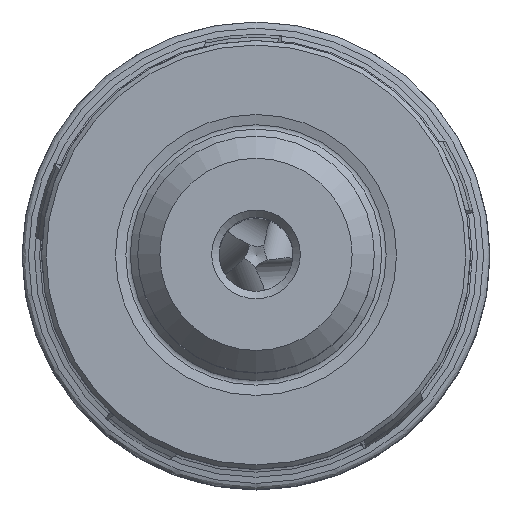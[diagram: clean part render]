
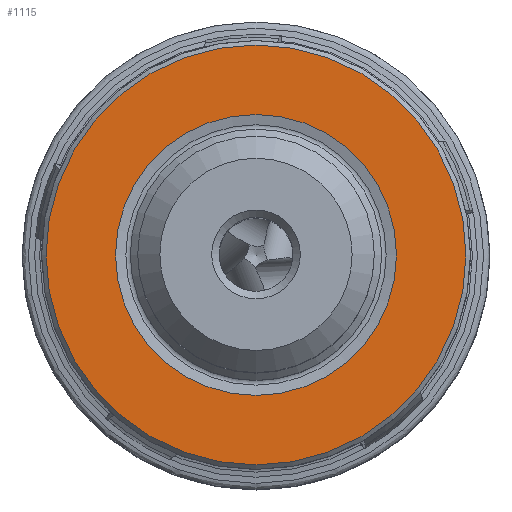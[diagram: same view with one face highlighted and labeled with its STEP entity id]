
A CAD part, top view. The second image highlights one B-rep face of the part: STEP entity #1115.
In plain terms, the highlighted planar face has unit normal (0, 0, 1).
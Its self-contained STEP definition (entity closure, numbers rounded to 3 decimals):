
#114=PLANE('',#5498);
#1115=ADVANCED_FACE('',(#1668,#1669),#114,.T.);
#1668=FACE_BOUND('',#1901,.T.);
#1669=FACE_BOUND('',#1902,.T.);
#1901=EDGE_LOOP('',(#2699));
#1902=EDGE_LOOP('',(#2700));
#2699=ORIENTED_EDGE('',*,*,#4642,.T.);
#2700=ORIENTED_EDGE('',*,*,#4643,.T.);
#4016=VERTEX_POINT('',#9518);
#4017=VERTEX_POINT('',#9520);
#4642=EDGE_CURVE('',#4016,#4016,#5077,.T.);
#4643=EDGE_CURVE('',#4017,#4017,#5078,.T.);
#5077=CIRCLE('',#5496,14.2);
#5078=CIRCLE('',#5497,9.499);
#5496=AXIS2_PLACEMENT_3D('',#9517,#6549,#6550);
#5497=AXIS2_PLACEMENT_3D('',#9519,#6551,#6552);
#5498=AXIS2_PLACEMENT_3D('',#9521,#6553,#6554);
#6549=DIRECTION('',(0.,0.,1.));
#6550=DIRECTION('',(1.,0.,0.));
#6551=DIRECTION('',(0.,0.,-1.));
#6552=DIRECTION('',(-1.,0.,0.));
#6553=DIRECTION('',(0.,0.,1.));
#6554=DIRECTION('',(1.,0.,0.));
#9517=CARTESIAN_POINT('',(0.,0.,0.));
#9518=CARTESIAN_POINT('',(14.2,0.,0.));
#9519=CARTESIAN_POINT('',(0.,0.,0.));
#9520=CARTESIAN_POINT('',(-9.499,0.,0.));
#9521=CARTESIAN_POINT('',(0.,0.,0.));
